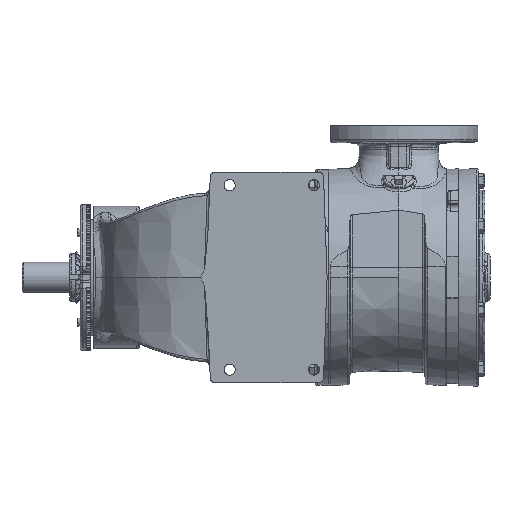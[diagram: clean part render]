
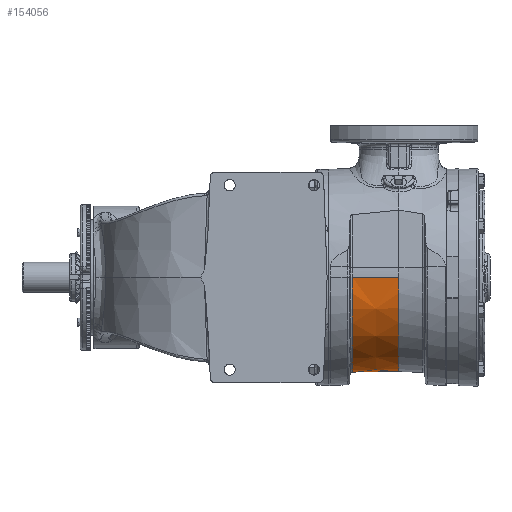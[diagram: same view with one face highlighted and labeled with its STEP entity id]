
A CAD part, front view. The second image highlights one B-rep face of the part: STEP entity #154056.
In plain terms, the highlighted conical face has half-angle 1 degrees and reference radius 113.665 mm.
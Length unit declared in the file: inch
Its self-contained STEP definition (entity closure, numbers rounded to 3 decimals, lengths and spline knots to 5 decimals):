
#1392 = LINE ( 'NONE', #121004, #137655 ) ;
#8456 = CARTESIAN_POINT ( 'NONE',  ( 3.345, 0., 0. ) ) ;
#13992 = DIRECTION ( 'NONE',  ( -1., 0., 0. ) ) ;
#15297 = CARTESIAN_POINT ( 'NONE',  ( 1.03166, 0.47199, -4.49064 ) ) ;
#22056 = DIRECTION ( 'NONE',  ( 0., -1., 0. ) ) ;
#24314 = AXIS2_PLACEMENT_3D ( 'NONE', #149727, #13992, #109287 ) ;
#28284 = DIRECTION ( 'NONE',  ( -1., 0., 0. ) ) ;
#29884 = CONICAL_SURFACE ( 'NONE', #24314, 4.475, 0.017 ) ;
#32302 = VECTOR ( 'NONE', #96827, 39.37008 ) ;
#39194 = VERTEX_POINT ( 'NONE', #109291 ) ;
#45277 = ORIENTED_EDGE ( 'NONE', *, *, #75667, .F. ) ;
#45954 = ORIENTED_EDGE ( 'NONE', *, *, #148759, .F. ) ;
#48993 = ORIENTED_EDGE ( 'NONE', *, *, #175869, .T. ) ;
#49656 = ORIENTED_EDGE ( 'NONE', *, *, #72275, .T. ) ;
#63831 = CARTESIAN_POINT ( 'NONE',  ( 1.14552, 0.47178, -4.48867 ) ) ;
#67825 = CARTESIAN_POINT ( 'NONE',  ( 3.345, 0.46776, -4.45049 ) ) ;
#69320 = CIRCLE ( 'NONE', #98912, 4.51339 ) ;
#72275 = EDGE_CURVE ( 'NONE', #89340, #39194, #131653, .T. ) ;
#75667 = EDGE_CURVE ( 'NONE', #89340, #145904, #172757, .T. ) ;
#89340 = VERTEX_POINT ( 'NONE', #67825 ) ;
#90641 = EDGE_LOOP ( 'NONE', ( #49656, #48993, #45954, #45277 ) ) ;
#95529 = AXIS2_PLACEMENT_3D ( 'NONE', #8456, #103665, #22056 ) ;
#96827 = DIRECTION ( 'NONE',  ( -1., 0.002, -0.017 ) ) ;
#98912 = AXIS2_PLACEMENT_3D ( 'NONE', #109962, #28284, #123653 ) ;
#103665 = DIRECTION ( 'NONE',  ( -1., 0., 0. ) ) ;
#104183 = VERTEX_POINT ( 'NONE', #166908 ) ;
#109287 = DIRECTION ( 'NONE',  ( 0., -1., 0. ) ) ;
#109291 = CARTESIAN_POINT ( 'NONE',  ( 3.345, -4.475, 0. ) ) ;
#109962 = CARTESIAN_POINT ( 'NONE',  ( 1.14552, 0., 0. ) ) ;
#120439 = DIRECTION ( 'NONE',  ( -1., -0.017, 0. ) ) ;
#121004 = CARTESIAN_POINT ( 'NONE',  ( 3.345, -4.475, 0. ) ) ;
#123653 = DIRECTION ( 'NONE',  ( 0., 1., 0. ) ) ;
#131653 = CIRCLE ( 'NONE', #95529, 4.475 ) ;
#137655 = VECTOR ( 'NONE', #120439, 39.37008 ) ;
#145904 = VERTEX_POINT ( 'NONE', #63831 ) ;
#148759 = EDGE_CURVE ( 'NONE', #145904, #104183, #69320, .T. ) ;
#149727 = CARTESIAN_POINT ( 'NONE',  ( 3.345, 0., 0. ) ) ;
#154056 = ADVANCED_FACE ( 'NONE', ( #174583 ), #29884, .T. ) ;
#166908 = CARTESIAN_POINT ( 'NONE',  ( 1.14552, -4.51339, 0. ) ) ;
#172757 = LINE ( 'NONE', #15297, #32302 ) ;
#174583 = FACE_OUTER_BOUND ( 'NONE', #90641, .T. ) ;
#175869 = EDGE_CURVE ( 'NONE', #39194, #104183, #1392, .T. ) ;
